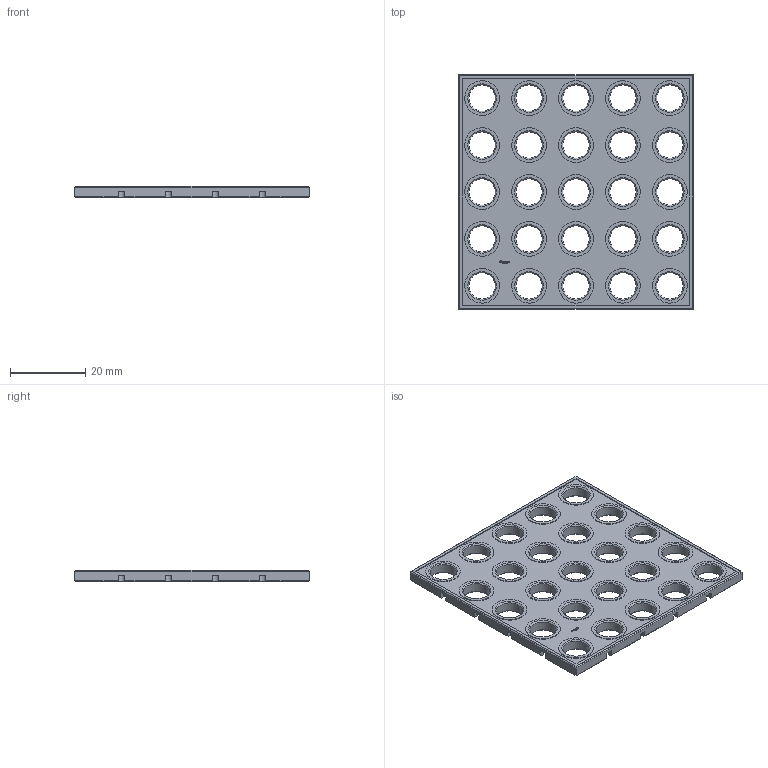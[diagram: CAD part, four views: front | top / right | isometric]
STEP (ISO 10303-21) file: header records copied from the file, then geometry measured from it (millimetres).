
FILE_DESCRIPTION(('FreeCAD Model'),'2;1');
FILE_NAME('Open CASCADE Shape Model','2024-02-25T16:34:44',(''),(''), 'Open CASCADE STEP processor 7.6','FreeCAD','Unknown');
FILE_SCHEMA(('AUTOMOTIVE_DESIGN { 1 0 10303 214 1 1 1 1 }'));
Products named in the file (1): Plate SQR CRNS BU05x00.25 - SPN-PLT-0064 (stemfie.org)
Bounding box: 62.5 x 62.5 x 3.12 mm (x, y, z)
Volume: 8222 mm3; surface area: 8804.8 mm2
Topology: 1 solids, 1 shells, 869 faces, 2366 edges, 1558 vertices
Faces by surface type: plane 511, cylinder 162, extrusion 146, cone 50
Full cylindrical faces by diameter (mm): 7 x25, 9.2 x25
Entity records: 58879 total; most frequent: CARTESIAN_POINT 13101, DIRECTION 7738, VECTOR 5268, LINE 5122, ORIENTED_EDGE 4732, PCURVE 4732, DEFINITIONAL_REPRESENTATION 4732, EDGE_CURVE 2366
